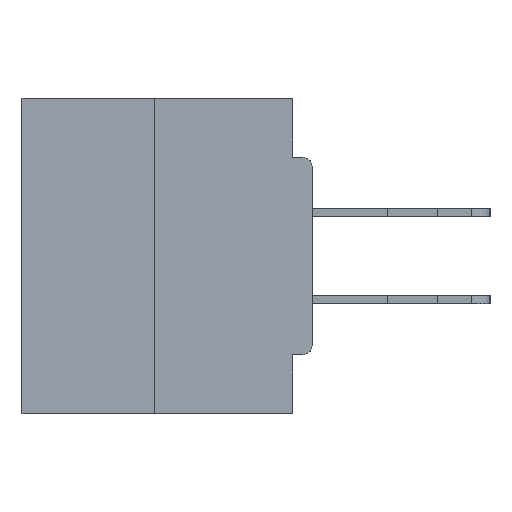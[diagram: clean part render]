
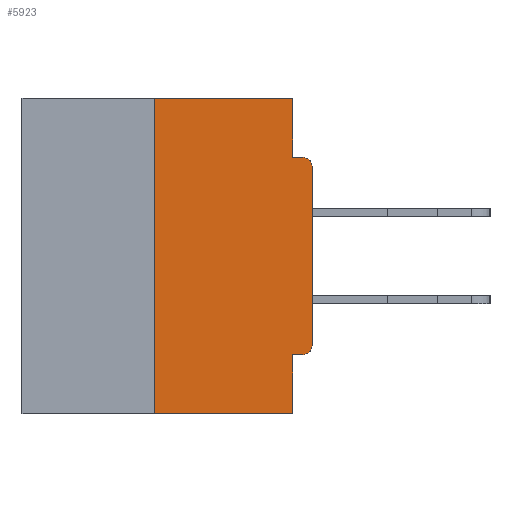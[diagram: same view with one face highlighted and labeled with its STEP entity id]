
A CAD part, left-side view. The second image highlights one B-rep face of the part: STEP entity #5923.
In plain terms, the highlighted planar face has unit normal (-1, 0, 0).
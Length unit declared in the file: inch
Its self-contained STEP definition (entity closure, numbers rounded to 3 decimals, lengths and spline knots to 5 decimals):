
#449 = LINE ( 'NONE', #44338, #3868 ) ;
#1870 = AXIS2_PLACEMENT_3D ( 'NONE', #45171, #26818, #37797 ) ;
#2961 = CARTESIAN_POINT ( 'NONE',  ( 0., 0.031, -0.5 ) ) ;
#3264 = DIRECTION ( 'NONE',  ( 0., -1., 0. ) ) ;
#3868 = VECTOR ( 'NONE', #26117, 39.37008 ) ;
#3976 = EDGE_CURVE ( 'NONE', #29965, #25994, #449, .T. ) ;
#4340 = CARTESIAN_POINT ( 'NONE',  ( 0., 0., 0. ) ) ;
#5284 = EDGE_CURVE ( 'NONE', #25250, #6222, #33128, .T. ) ;
#5345 = LINE ( 'NONE', #13867, #20356 ) ;
#5923 = ADVANCED_FACE ( 'NONE', ( #37104 ), #23284, .F. ) ;
#6222 = VERTEX_POINT ( 'NONE', #29293 ) ;
#6278 = AXIS2_PLACEMENT_3D ( 'NONE', #17143, #27585, #38563 ) ;
#7817 = EDGE_CURVE ( 'NONE', #41398, #25250, #27118, .T. ) ;
#9175 = CARTESIAN_POINT ( 'NONE',  ( 0., 0., -0.1085 ) ) ;
#9729 = DIRECTION ( 'NONE',  ( 0., 0., 1. ) ) ;
#10091 = CIRCLE ( 'NONE', #6278, 0.015 ) ;
#10509 = DIRECTION ( 'NONE',  ( 0., 0., -1. ) ) ;
#10870 = EDGE_CURVE ( 'NONE', #32067, #29965, #14402, .T. ) ;
#10876 = CARTESIAN_POINT ( 'NONE',  ( 0., 0.25, 0. ) ) ;
#12160 = EDGE_LOOP ( 'NONE', ( #23499, #13094, #32685, #42090, #26315, #39726, #14905, #33372, #47361, #44612 ) ) ;
#13057 = CARTESIAN_POINT ( 'NONE',  ( 0., 0.015, -0.0935 ) ) ;
#13094 = ORIENTED_EDGE ( 'NONE', *, *, #16472, .F. ) ;
#13867 = CARTESIAN_POINT ( 'NONE',  ( 0., 0.46, -0.5 ) ) ;
#14398 = EDGE_CURVE ( 'NONE', #39711, #34406, #42277, .T. ) ;
#14402 = LINE ( 'NONE', #22486, #35736 ) ;
#14905 = ORIENTED_EDGE ( 'NONE', *, *, #14398, .T. ) ;
#16472 = EDGE_CURVE ( 'NONE', #18759, #31534, #22120, .T. ) ;
#16730 = LINE ( 'NONE', #44815, #40305 ) ;
#16960 = EDGE_CURVE ( 'NONE', #18759, #6222, #5345, .T. ) ;
#17143 = CARTESIAN_POINT ( 'NONE',  ( 0., 0.015, -0.3915 ) ) ;
#17746 = DIRECTION ( 'NONE',  ( 0., 0., -1. ) ) ;
#18604 = CARTESIAN_POINT ( 'NONE',  ( 0., 0.031, -0.0935 ) ) ;
#18759 = VERTEX_POINT ( 'NONE', #37815 ) ;
#19498 = CIRCLE ( 'NONE', #25335, 0.015 ) ;
#19573 = EDGE_CURVE ( 'NONE', #31534, #32067, #16730, .T. ) ;
#20356 = VECTOR ( 'NONE', #3264, 39.37008 ) ;
#22120 = LINE ( 'NONE', #10876, #43997 ) ;
#22486 = CARTESIAN_POINT ( 'NONE',  ( 0., 0.031, 0. ) ) ;
#23284 = PLANE ( 'NONE',  #1870 ) ;
#23499 = ORIENTED_EDGE ( 'NONE', *, *, #19573, .F. ) ;
#23843 = EDGE_CURVE ( 'NONE', #41398, #39711, #10091, .T. ) ;
#25250 = VERTEX_POINT ( 'NONE', #32101 ) ;
#25335 = AXIS2_PLACEMENT_3D ( 'NONE', #28174, #28659, #17746 ) ;
#25994 = VERTEX_POINT ( 'NONE', #13057 ) ;
#26117 = DIRECTION ( 'NONE',  ( 0., -1., 0. ) ) ;
#26315 = ORIENTED_EDGE ( 'NONE', *, *, #7817, .F. ) ;
#26775 = DIRECTION ( 'NONE',  ( 0., -1., 0. ) ) ;
#26818 = DIRECTION ( 'NONE',  ( 1., 0., 0. ) ) ;
#27118 = LINE ( 'NONE', #30842, #34607 ) ;
#27585 = DIRECTION ( 'NONE',  ( -1., 0., 0. ) ) ;
#28174 = CARTESIAN_POINT ( 'NONE',  ( 0., 0.015, -0.1085 ) ) ;
#28659 = DIRECTION ( 'NONE',  ( -1., 0., 0. ) ) ;
#29293 = CARTESIAN_POINT ( 'NONE',  ( 0., 0.031, -0.5 ) ) ;
#29965 = VERTEX_POINT ( 'NONE', #18604 ) ;
#30842 = CARTESIAN_POINT ( 'NONE',  ( 0., 0., -0.4065 ) ) ;
#31337 = VECTOR ( 'NONE', #41032, 39.37008 ) ;
#31534 = VERTEX_POINT ( 'NONE', #44189 ) ;
#31834 = EDGE_CURVE ( 'NONE', #34406, #25994, #19498, .T. ) ;
#32067 = VERTEX_POINT ( 'NONE', #44905 ) ;
#32101 = CARTESIAN_POINT ( 'NONE',  ( 0., 0.031, -0.4065 ) ) ;
#32685 = ORIENTED_EDGE ( 'NONE', *, *, #16960, .T. ) ;
#33128 = LINE ( 'NONE', #2961, #40032 ) ;
#33372 = ORIENTED_EDGE ( 'NONE', *, *, #31834, .T. ) ;
#34406 = VERTEX_POINT ( 'NONE', #9175 ) ;
#34607 = VECTOR ( 'NONE', #37798, 39.37008 ) ;
#35736 = VECTOR ( 'NONE', #36819, 39.37008 ) ;
#36819 = DIRECTION ( 'NONE',  ( 0., 0., -1. ) ) ;
#37104 = FACE_OUTER_BOUND ( 'NONE', #12160, .T. ) ;
#37457 = CARTESIAN_POINT ( 'NONE',  ( 0., 0.015, -0.4065 ) ) ;
#37797 = DIRECTION ( 'NONE',  ( 0., 0., -1. ) ) ;
#37798 = DIRECTION ( 'NONE',  ( 0., 1., 0. ) ) ;
#37815 = CARTESIAN_POINT ( 'NONE',  ( 0., 0.25, -0.5 ) ) ;
#38563 = DIRECTION ( 'NONE',  ( 0., 0., -1. ) ) ;
#38905 = CARTESIAN_POINT ( 'NONE',  ( 0., 0., -0.3915 ) ) ;
#39711 = VERTEX_POINT ( 'NONE', #38905 ) ;
#39726 = ORIENTED_EDGE ( 'NONE', *, *, #23843, .T. ) ;
#40032 = VECTOR ( 'NONE', #10509, 39.37008 ) ;
#40305 = VECTOR ( 'NONE', #26775, 39.37008 ) ;
#41032 = DIRECTION ( 'NONE',  ( 0., 0., 1. ) ) ;
#41398 = VERTEX_POINT ( 'NONE', #37457 ) ;
#42090 = ORIENTED_EDGE ( 'NONE', *, *, #5284, .F. ) ;
#42277 = LINE ( 'NONE', #4340, #31337 ) ;
#43997 = VECTOR ( 'NONE', #9729, 39.37008 ) ;
#44189 = CARTESIAN_POINT ( 'NONE',  ( 0., 0.25, 0. ) ) ;
#44338 = CARTESIAN_POINT ( 'NONE',  ( 0., 0., -0.0935 ) ) ;
#44612 = ORIENTED_EDGE ( 'NONE', *, *, #10870, .F. ) ;
#44815 = CARTESIAN_POINT ( 'NONE',  ( 0., 0.46, 0. ) ) ;
#44905 = CARTESIAN_POINT ( 'NONE',  ( 0., 0.031, 0. ) ) ;
#45171 = CARTESIAN_POINT ( 'NONE',  ( 0., 0.46, 0. ) ) ;
#47361 = ORIENTED_EDGE ( 'NONE', *, *, #3976, .F. ) ;
